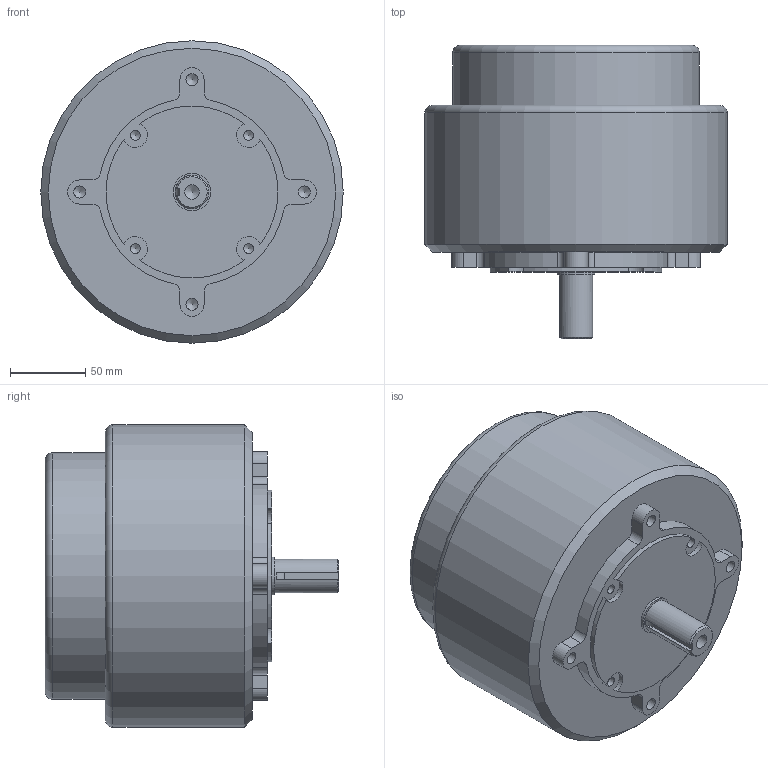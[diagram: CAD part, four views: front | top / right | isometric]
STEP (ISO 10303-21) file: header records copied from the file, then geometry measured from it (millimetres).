
FILE_DESCRIPTION((''),'2;1');
FILE_NAME('MOTENERGY-ME0907-ME4201.stp','2012-05-05T11:34:48',('Yannick'),(''),'Autodesk Inventor 2010','Autodesk Inventor 2010','');
FILE_SCHEMA(('AUTOMOTIVE_DESIGN { 1 0 10303 214 1 1 1 1 }'));
Length unit declared in the file: millimetre
Products named in the file (1): PC10031904
Bounding box: 201 x 195.1 x 201 mm (x, y, z)
Volume: 4098731.6 mm3; surface area: 154969.9 mm2
Topology: 1 solids, 1 shells, 69 faces, 184 edges, 122 vertices
Faces by surface type: cylinder 29, bspline 18, plane 18, torus 2, cone 2
Full cylindrical faces by diameter (mm): 22.23 x1, 25 x1, 164 x1, 201 x1
Entity records: 2157 total; most frequent: CARTESIAN_POINT 633, DIRECTION 320, ORIENTED_EDGE 280, EDGE_CURVE 140, AXIS2_PLACEMENT_3D 132, VERTEX_POINT 103, EDGE_LOOP 99, CIRCLE 80
